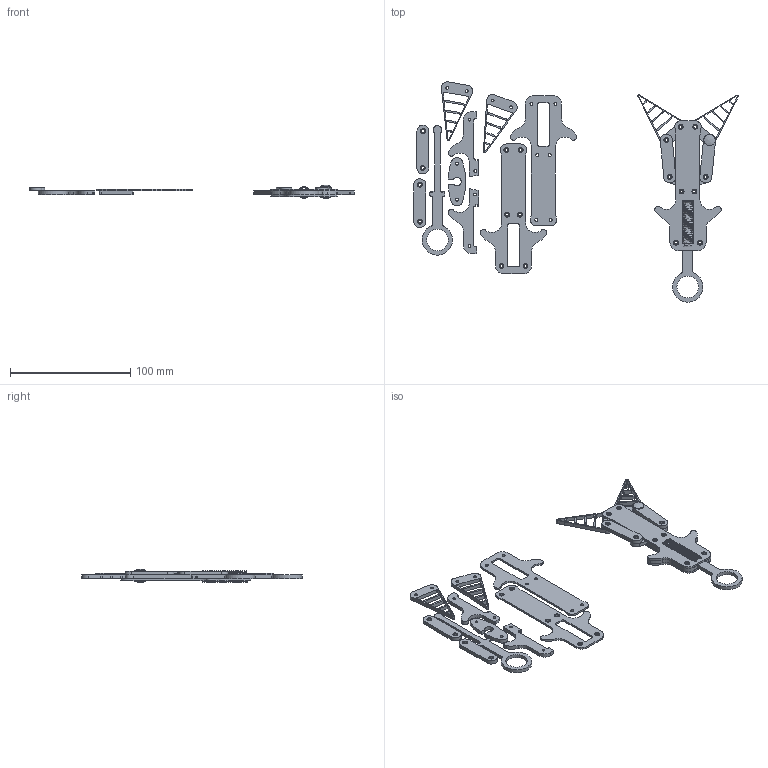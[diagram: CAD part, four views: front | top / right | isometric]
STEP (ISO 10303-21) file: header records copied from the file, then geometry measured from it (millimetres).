
FILE_DESCRIPTION(/* description */ (''),/* implementation_level */ '2;1');
FILE_NAME(/* name */ 'flexure gripper v26.step',/* time_stamp */ '2019-10-31T15:25:24-07:00',/* author */ (''),/* organization */ (''),/* preprocessor_version */ 'ST-DEVELOPER v18',/* originating_system */ 'Autodesk Translation Framework v8.6.0.1094',/* authorisation */ '');
FILE_SCHEMA (('AUTOMOTIVE_DESIGN { 1 0 10303 214 3 1 1 }'));
Length unit declared in the file: millimetre
Products named in the file (13): flexure gripper; MOVING ASSY; 9657K33; 98295A201; 90295A363; SINGLE TEST CUT; slider norm open; body norm open; festo finger2; body center norm open; football; link norm open; body norm open Cbore
Assembly tree (25 placements, depth 3):
  flexure gripper
    MOVING ASSY
      festo finger2  x2
      link norm open  x2
      football
      body norm open
      body center norm open  x2
      slider norm open
      9657K33
      body norm open Cbore
      98295A201
      90295A363
    SINGLE TEST CUT
      slider norm open
      link norm open  x2
      festo finger2  x2
      body norm open
      body center norm open  x2
      football
      body norm open Cbore
Bounding box: 270.12 x 183.46 x 11.01 mm (x, y, z)
Volume: 38685 mm3; surface area: 48482.6 mm2
Topology: 24 solids, 24 shells, 700 faces, 1916 edges, 1290 vertices
Faces by surface type: cylinder 378, plane 305, cone 9, bspline 6, sphere 2
Full cylindrical faces by diameter (mm): 1.592 x5, 2.3 x20, 2.5 x32, 3.048 x1, 4 x20, 7.112 x1, 8.992 x2, 18 x2
Entity records: 14688 total; most frequent: CARTESIAN_POINT 6720, DIRECTION 1712, ORIENTED_EDGE 1510, EDGE_CURVE 755, AXIS2_PLACEMENT_3D 659, VERTEX_POINT 513, LINE 394, VECTOR 394
